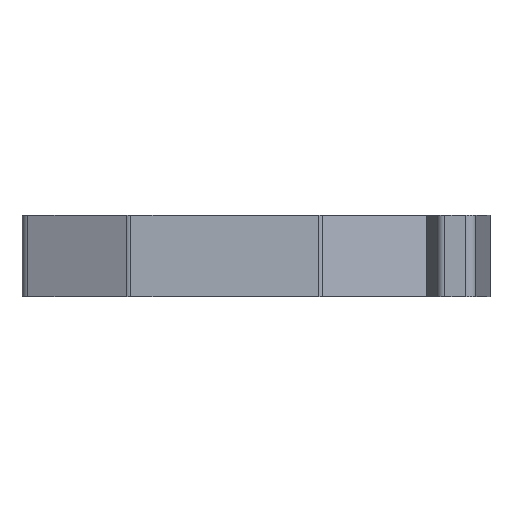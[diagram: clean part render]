
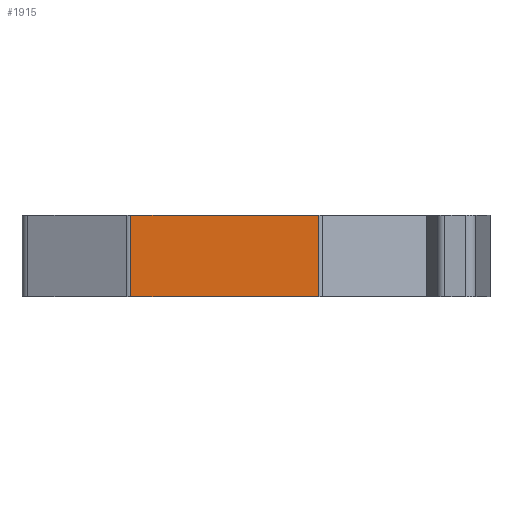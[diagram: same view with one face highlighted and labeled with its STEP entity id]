
A CAD part, left-side view. The second image highlights one B-rep face of the part: STEP entity #1915.
In plain terms, the highlighted planar face has unit normal (-1, 0, 0).
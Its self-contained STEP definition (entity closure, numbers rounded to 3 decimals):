
#19=DIRECTION('',(0.,-1.,0.));
#20=VECTOR('',#19,18.869);
#21=CARTESIAN_POINT('',(-34.,12.564,-4.1));
#22=LINE('',#21,#20);
#455=DIRECTION('',(0.,0.,1.));
#456=VECTOR('',#455,8.2);
#457=CARTESIAN_POINT('',(-34.,12.564,-4.1));
#458=LINE('',#457,#456);
#763=DIRECTION('',(0.,0.,1.));
#764=VECTOR('',#763,8.2);
#765=CARTESIAN_POINT('',(-34.,-6.306,-4.1));
#766=LINE('',#765,#764);
#767=DIRECTION('',(0.,-1.,0.));
#768=VECTOR('',#767,18.869);
#769=CARTESIAN_POINT('',(-34.,12.564,4.1));
#770=LINE('',#769,#768);
#1291=CARTESIAN_POINT('',(-34.,12.564,-4.1));
#1292=CARTESIAN_POINT('',(-34.,-6.306,-4.1));
#1293=VERTEX_POINT('',#1291);
#1294=VERTEX_POINT('',#1292);
#1491=CARTESIAN_POINT('',(-34.,12.564,4.1));
#1492=CARTESIAN_POINT('',(-34.,-6.306,4.1));
#1493=VERTEX_POINT('',#1491);
#1494=VERTEX_POINT('',#1492);
#1901=CARTESIAN_POINT('',(-34.,12.564,-4.1));
#1902=DIRECTION('',(-1.,0.,0.));
#1903=DIRECTION('',(0.,-1.,0.));
#1904=AXIS2_PLACEMENT_3D('',#1901,#1902,#1903);
#1905=PLANE('',#1904);
#1906=ORIENTED_EDGE('',*,*,#1696,.F.);
#1908=ORIENTED_EDGE('',*,*,#1907,.T.);
#1910=ORIENTED_EDGE('',*,*,#1909,.T.);
#1912=ORIENTED_EDGE('',*,*,#1911,.F.);
#1913=EDGE_LOOP('',(#1906,#1908,#1910,#1912));
#1914=FACE_OUTER_BOUND('',#1913,.F.);
#1696=EDGE_CURVE('',#1293,#1294,#22,.T.);
#1907=EDGE_CURVE('',#1293,#1493,#458,.T.);
#1909=EDGE_CURVE('',#1493,#1494,#770,.T.);
#1911=EDGE_CURVE('',#1294,#1494,#766,.T.);
#1915=ADVANCED_FACE('',(#1914),#1905,.T.);
